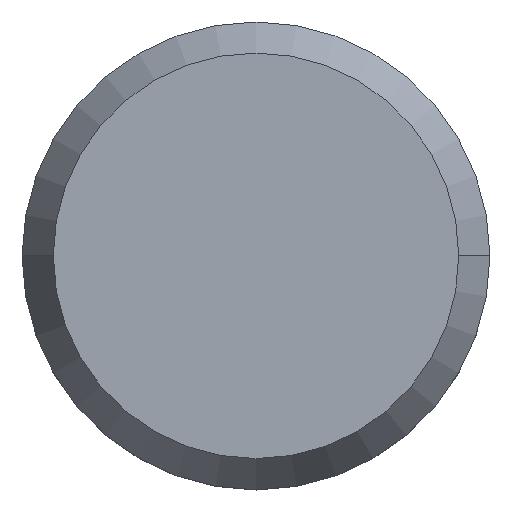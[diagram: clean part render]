
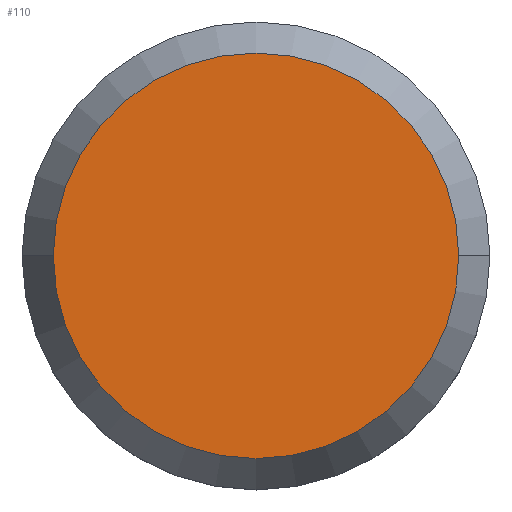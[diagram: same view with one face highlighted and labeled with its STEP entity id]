
A CAD part, top view. The second image highlights one B-rep face of the part: STEP entity #110.
In plain terms, the highlighted planar face has unit normal (0, 0, 1).
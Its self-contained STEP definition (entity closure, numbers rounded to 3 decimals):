
#110=ADVANCED_FACE('',(#272),#273,.T.);
#114=VERTEX_POINT('',#277);
#122=VERTEX_POINT('',#285);
#126=EDGE_CURVE('',#114,#122,#289,.T.);
#162=EDGE_CURVE('',#122,#114,#325,.T.);
#272=FACE_OUTER_BOUND('',#436,.T.);
#273=PLANE('',#437);
#277=CARTESIAN_POINT('',(-5.634,0.,40.0));
#285=CARTESIAN_POINT('',(5.634,0.,40.0));
#289=CIRCLE('',#459,5.634);
#325=CIRCLE('',#511,5.634);
#436=EDGE_LOOP('',(#667,#668));
#437=AXIS2_PLACEMENT_3D('',#669,#670,#671);
#459=AXIS2_PLACEMENT_3D('',#677,#678,#679);
#511=AXIS2_PLACEMENT_3D('',#705,#706,#707);
#667=ORIENTED_EDGE('',*,*,#126,.T.);
#668=ORIENTED_EDGE('',*,*,#162,.T.);
#669=CARTESIAN_POINT('',(-2.817,0.,40.0));
#670=DIRECTION('',(0.0,0.0,1.0));
#671=DIRECTION('',(1.0,-0.0,0.0));
#677=CARTESIAN_POINT('',(0.,0.,40.0));
#678=DIRECTION('',(0.0,0.0,1.0));
#679=DIRECTION('',(-1.0,0.,0.0));
#705=CARTESIAN_POINT('',(0.,0.,40.0));
#706=DIRECTION('',(0.0,0.0,1.0));
#707=DIRECTION('',(-1.0,0.,0.0));
